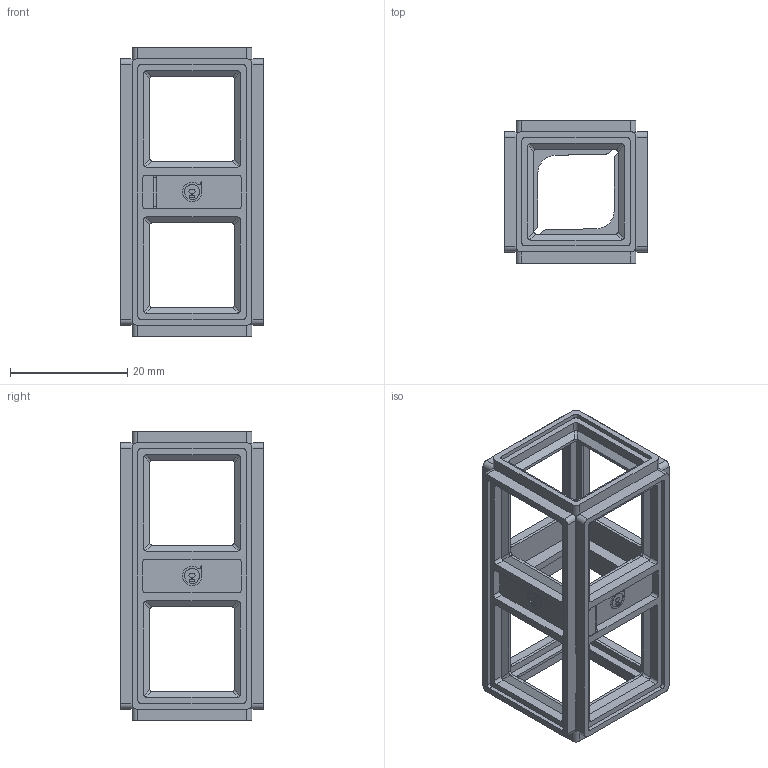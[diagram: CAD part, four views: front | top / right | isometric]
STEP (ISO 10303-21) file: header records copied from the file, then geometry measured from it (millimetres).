
FILE_DESCRIPTION (( 'STEP AP214' ), '1' );
FILE_NAME ('750-0999-002 Rev2.STEP', '2022-10-26T23:39:15', ( '' ), ( '' ), 'SwSTEP 2.0', 'SolidWorks 2021', '' );
FILE_SCHEMA (( 'AUTOMOTIVE_DESIGN' ));
Length unit declared in the file: millimetre
Products named in the file (1): 750-0999-002 Rev2
Bounding box: 24.5 x 24.5 x 49.5 mm (x, y, z)
Volume: 5198.5 mm3; surface area: 8746.1 mm2
Topology: 2 solids, 2 shells, 1124 faces, 3228 edges, 2136 vertices
Faces by surface type: plane 920, cylinder 196, torus 4, cone 4
Entity records: 36243 total; most frequent: CARTESIAN_POINT 7337, ORIENTED_EDGE 6456, DIRECTION 5418, EDGE_CURVE 3228, LINE 2728, VECTOR 2728, VERTEX_POINT 2136, AXIS2_PLACEMENT_3D 1345
